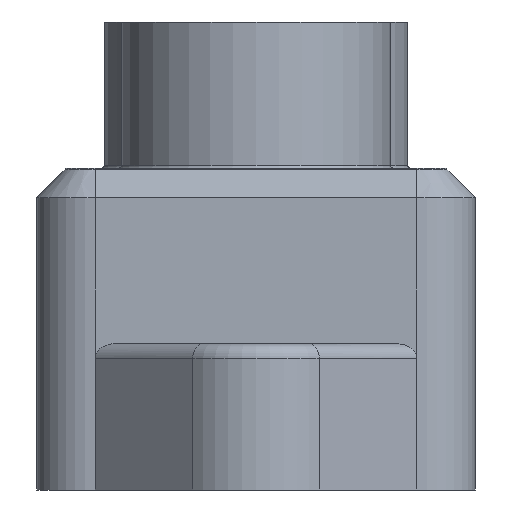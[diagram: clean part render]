
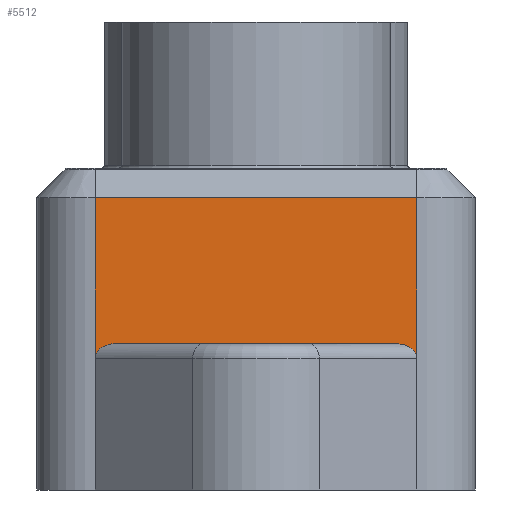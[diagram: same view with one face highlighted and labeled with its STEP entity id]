
A CAD part, left-side view. The second image highlights one B-rep face of the part: STEP entity #5512.
In plain terms, the highlighted planar face has unit normal (-1, 0, 0).
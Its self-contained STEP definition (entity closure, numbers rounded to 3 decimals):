
#33=ELLIPSE('',#5848,0.695,0.5);
#34=ELLIPSE('',#5849,0.695,0.5);
#279=PLANE('',#5847);
#522=FACE_OUTER_BOUND('',#815,.T.);
#815=EDGE_LOOP('',(#4852,#4853,#4854,#4855,#4856,#4857));
#1501=LINE('',#8703,#2175);
#1502=LINE('',#8705,#2176);
#1503=LINE('',#8707,#2177);
#1504=LINE('',#8711,#2178);
#2175=VECTOR('',#7085,5.5);
#2176=VECTOR('',#7086,11.);
#2177=VECTOR('',#7087,5.5);
#2178=VECTOR('',#7090,9.611);
#2760=VERTEX_POINT('',#8701);
#2761=VERTEX_POINT('',#8702);
#2762=VERTEX_POINT('',#8704);
#2763=VERTEX_POINT('',#8706);
#2764=VERTEX_POINT('',#8708);
#2765=VERTEX_POINT('',#8710);
#3473=EDGE_CURVE('',#2760,#2761,#1501,.T.);
#3474=EDGE_CURVE('',#2760,#2762,#1502,.T.);
#3475=EDGE_CURVE('',#2762,#2763,#1503,.T.);
#3476=EDGE_CURVE('',#2763,#2764,#33,.T.);
#3477=EDGE_CURVE('',#2764,#2765,#1504,.T.);
#3478=EDGE_CURVE('',#2765,#2761,#34,.T.);
#4852=ORIENTED_EDGE('',*,*,#3473,.F.);
#4853=ORIENTED_EDGE('',*,*,#3474,.T.);
#4854=ORIENTED_EDGE('',*,*,#3475,.T.);
#4855=ORIENTED_EDGE('',*,*,#3476,.T.);
#4856=ORIENTED_EDGE('',*,*,#3477,.T.);
#4857=ORIENTED_EDGE('',*,*,#3478,.T.);
#5512=ADVANCED_FACE('',(#522),#279,.F.);
#5847=AXIS2_PLACEMENT_3D('',#8700,#7083,#7084);
#5848=AXIS2_PLACEMENT_3D('',#8709,#7088,#7089);
#5849=AXIS2_PLACEMENT_3D('',#8712,#7091,#7092);
#7083=DIRECTION('center_axis',(1.,0.,0.));
#7084=DIRECTION('ref_axis',(0.,0.,-1.));
#7085=DIRECTION('',(0.,0.,-1.));
#7086=DIRECTION('',(0.,1.,0.));
#7087=DIRECTION('',(0.,0.,-1.));
#7088=DIRECTION('center_axis',(1.,0.,0.));
#7089=DIRECTION('ref_axis',(0.,-1.,0.));
#7090=DIRECTION('',(0.,-1.,0.));
#7091=DIRECTION('center_axis',(1.,0.,0.));
#7092=DIRECTION('ref_axis',(0.,-1.,0.));
#8700=CARTESIAN_POINT('Origin',(-16.5,5.5,11.));
#8701=CARTESIAN_POINT('',(-16.5,-5.5,10.));
#8702=CARTESIAN_POINT('',(-16.5,-5.5,4.5));
#8703=CARTESIAN_POINT('',(-16.5,-5.5,10.));
#8704=CARTESIAN_POINT('',(-16.5,5.5,10.));
#8705=CARTESIAN_POINT('',(-16.5,-5.5,10.));
#8706=CARTESIAN_POINT('',(-16.5,5.5,4.5));
#8707=CARTESIAN_POINT('',(-16.5,5.5,10.));
#8708=CARTESIAN_POINT('',(-16.5,4.805,5.));
#8709=CARTESIAN_POINT('Origin',(-16.5,4.805,4.5));
#8710=CARTESIAN_POINT('',(-16.5,-4.805,5.));
#8711=CARTESIAN_POINT('',(-16.5,4.805,5.));
#8712=CARTESIAN_POINT('Origin',(-16.5,-4.805,4.5));
